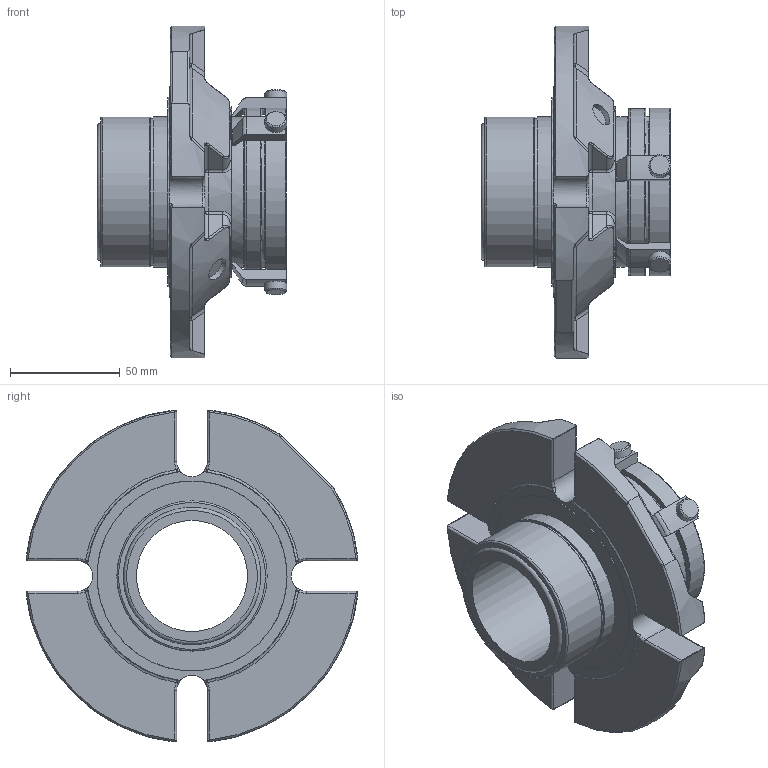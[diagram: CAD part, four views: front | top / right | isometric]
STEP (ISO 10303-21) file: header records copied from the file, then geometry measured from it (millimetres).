
FILE_DESCRIPTION(/* description */ ('Unknown'),/* implementation_level */ '2;1');
FILE_NAME(/* name */ '2.000',/* time_stamp */ '2023-02-13T13:55:03+00:00',/* author */ ('Unknown'),/* organization */ ('Unknown'),/* preprocessor_version */ 'ST-DEVELOPER v16.7',/* originating_system */ 'Solid Edge',/* authorisation */ 'Unknown');
FILE_SCHEMA (('AUTOMOTIVE_DESIGN {1 0 10303 214 3 1 1}'));
Length unit declared in the file: millimetre
Products named in the file (1): 2.000
Bounding box: 86.56 x 151.49 x 151.49 mm (x, y, z)
Volume: 372742.7 mm3; surface area: 75880.2 mm2
Topology: 1 solids, 1 shells, 620 faces, 1555 edges, 967 vertices
Faces by surface type: plane 197, cylinder 157, bspline 105, torus 88, sphere 42, cone 31
Full cylindrical faces by diameter (mm): 3.761 x1, 10 x4, 10.998 x2, 50.8 x1, 62.738 x1, 64.262 x1, 66.802 x1, 68.529 x1, 68.58 x1, 68.631 x1, 76.556 x1, 86.716 x1
Entity records: 21400 total; most frequent: CARTESIAN_POINT 7637, ORIENTED_EDGE 3008, DIRECTION 2635, EDGE_CURVE 1504, AXIS2_PLACEMENT_3D 1063, VERTEX_POINT 950, EDGE_LOOP 694, FACE_BOUND 694
